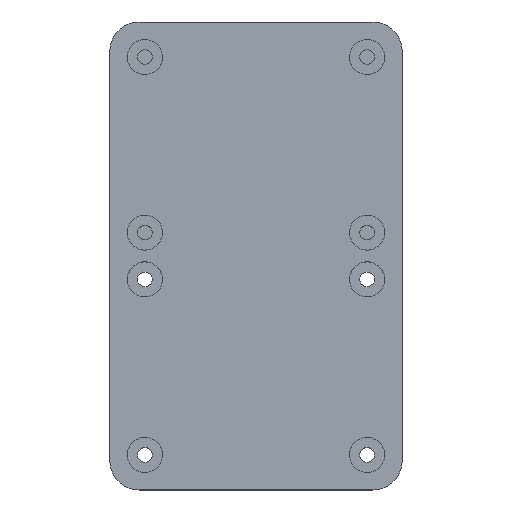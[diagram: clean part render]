
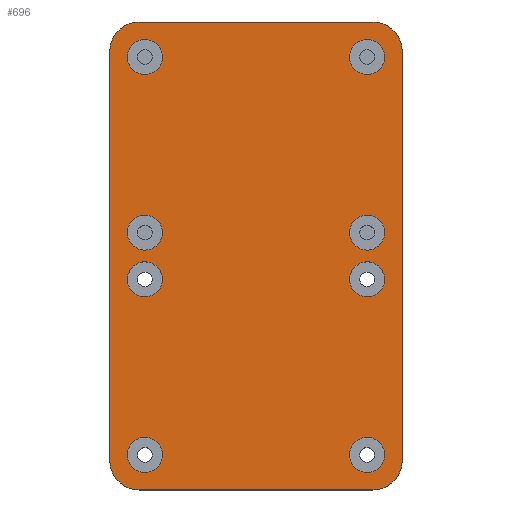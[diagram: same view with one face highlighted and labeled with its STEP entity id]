
A CAD part, top view. The second image highlights one B-rep face of the part: STEP entity #696.
In plain terms, the highlighted planar face has unit normal (0, 0, 1).
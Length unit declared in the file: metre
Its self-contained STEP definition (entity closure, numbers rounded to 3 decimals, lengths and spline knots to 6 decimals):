
#10=LINE('',#1259,#26);
#16=LINE('',#1273,#32);
#18=LINE('',#1277,#34);
#22=LINE('',#1326,#38);
#26=VECTOR('',#1034,1.);
#32=VECTOR('',#1042,1.);
#34=VECTOR('',#1046,1.);
#38=VECTOR('',#1100,1.);
#76=PLANE('',#893);
#158=ORIENTED_EDGE('',*,*,#276,.F.);
#159=ORIENTED_EDGE('',*,*,#274,.F.);
#160=ORIENTED_EDGE('',*,*,#272,.F.);
#161=ORIENTED_EDGE('',*,*,#270,.F.);
#162=ORIENTED_EDGE('',*,*,#268,.F.);
#163=ORIENTED_EDGE('',*,*,#266,.F.);
#164=ORIENTED_EDGE('',*,*,#264,.F.);
#165=ORIENTED_EDGE('',*,*,#262,.F.);
#166=ORIENTED_EDGE('',*,*,#256,.T.);
#167=ORIENTED_EDGE('',*,*,#282,.T.);
#168=ORIENTED_EDGE('',*,*,#258,.T.);
#169=ORIENTED_EDGE('',*,*,#283,.T.);
#170=ORIENTED_EDGE('',*,*,#278,.F.);
#171=ORIENTED_EDGE('',*,*,#284,.T.);
#172=ORIENTED_EDGE('',*,*,#250,.F.);
#173=ORIENTED_EDGE('',*,*,#285,.T.);
#250=EDGE_CURVE('',#322,#323,#10,.T.);
#256=EDGE_CURVE('',#329,#328,#16,.T.);
#258=EDGE_CURVE('',#330,#331,#18,.T.);
#262=EDGE_CURVE('',#334,#334,#386,.T.);
#264=EDGE_CURVE('',#336,#336,#388,.T.);
#266=EDGE_CURVE('',#338,#338,#390,.T.);
#268=EDGE_CURVE('',#340,#340,#392,.T.);
#270=EDGE_CURVE('',#342,#342,#394,.T.);
#272=EDGE_CURVE('',#344,#344,#396,.T.);
#274=EDGE_CURVE('',#346,#346,#398,.T.);
#276=EDGE_CURVE('',#348,#348,#400,.T.);
#278=EDGE_CURVE('',#350,#351,#22,.T.);
#282=EDGE_CURVE('',#328,#330,#402,.T.);
#283=EDGE_CURVE('',#331,#351,#403,.T.);
#284=EDGE_CURVE('',#350,#323,#404,.T.);
#285=EDGE_CURVE('',#322,#329,#405,.T.);
#322=VERTEX_POINT('',#1260);
#323=VERTEX_POINT('',#1261);
#328=VERTEX_POINT('',#1272);
#329=VERTEX_POINT('',#1274);
#330=VERTEX_POINT('',#1278);
#331=VERTEX_POINT('',#1279);
#334=VERTEX_POINT('',#1287);
#336=VERTEX_POINT('',#1292);
#338=VERTEX_POINT('',#1297);
#340=VERTEX_POINT('',#1302);
#342=VERTEX_POINT('',#1307);
#344=VERTEX_POINT('',#1312);
#346=VERTEX_POINT('',#1317);
#348=VERTEX_POINT('',#1322);
#350=VERTEX_POINT('',#1327);
#351=VERTEX_POINT('',#1328);
#386=CIRCLE('',#869,0.003);
#388=CIRCLE('',#872,0.003);
#390=CIRCLE('',#875,0.003);
#392=CIRCLE('',#878,0.003);
#394=CIRCLE('',#881,0.003);
#396=CIRCLE('',#884,0.003);
#398=CIRCLE('',#887,0.003);
#400=CIRCLE('',#890,0.003);
#402=CIRCLE('',#894,0.005);
#403=CIRCLE('',#895,0.005);
#404=CIRCLE('',#896,0.005);
#405=CIRCLE('',#897,0.005);
#482=EDGE_LOOP('',(#158));
#483=EDGE_LOOP('',(#159));
#484=EDGE_LOOP('',(#160));
#485=EDGE_LOOP('',(#161));
#486=EDGE_LOOP('',(#162));
#487=EDGE_LOOP('',(#163));
#488=EDGE_LOOP('',(#164));
#489=EDGE_LOOP('',(#165));
#490=EDGE_LOOP('',(#166,#167,#168,#169,#170,#171,#172,#173));
#588=FACE_BOUND('',#482,.T.);
#589=FACE_BOUND('',#483,.T.);
#590=FACE_BOUND('',#484,.T.);
#591=FACE_BOUND('',#485,.T.);
#592=FACE_BOUND('',#486,.T.);
#593=FACE_BOUND('',#487,.T.);
#594=FACE_BOUND('',#488,.T.);
#595=FACE_BOUND('',#489,.T.);
#596=FACE_BOUND('',#490,.T.);
#696=ADVANCED_FACE('',(#588,#589,#590,#591,#592,#593,#594,#595,#596),#76,
 .T.);
#869=AXIS2_PLACEMENT_3D('',#1286,#1052,#1053);
#872=AXIS2_PLACEMENT_3D('',#1291,#1058,#1059);
#875=AXIS2_PLACEMENT_3D('',#1296,#1064,#1065);
#878=AXIS2_PLACEMENT_3D('',#1301,#1070,#1071);
#881=AXIS2_PLACEMENT_3D('',#1306,#1076,#1077);
#884=AXIS2_PLACEMENT_3D('',#1311,#1082,#1083);
#887=AXIS2_PLACEMENT_3D('',#1316,#1088,#1089);
#890=AXIS2_PLACEMENT_3D('',#1321,#1094,#1095);
#893=AXIS2_PLACEMENT_3D('',#1334,#1104,#1105);
#894=AXIS2_PLACEMENT_3D('',#1335,#1106,#1107);
#895=AXIS2_PLACEMENT_3D('',#1336,#1108,#1109);
#896=AXIS2_PLACEMENT_3D('',#1337,#1110,#1111);
#897=AXIS2_PLACEMENT_3D('',#1338,#1112,#1113);
#1034=DIRECTION('',(1.,0.,0.));
#1042=DIRECTION('',(0.,-1.,0.));
#1046=DIRECTION('',(1.,0.,0.));
#1052=DIRECTION('',(0.,0.,1.));
#1053=DIRECTION('',(1.,0.,0.));
#1058=DIRECTION('',(0.,0.,1.));
#1059=DIRECTION('',(1.,0.,0.));
#1064=DIRECTION('',(0.,0.,1.));
#1065=DIRECTION('',(1.,0.,0.));
#1070=DIRECTION('',(0.,0.,1.));
#1071=DIRECTION('',(1.,0.,0.));
#1076=DIRECTION('',(0.,0.,1.));
#1077=DIRECTION('',(1.,0.,0.));
#1082=DIRECTION('',(0.,0.,1.));
#1083=DIRECTION('',(1.,0.,0.));
#1088=DIRECTION('',(0.,0.,1.));
#1089=DIRECTION('',(1.,0.,0.));
#1094=DIRECTION('',(0.,0.,1.));
#1095=DIRECTION('',(1.,0.,0.));
#1100=DIRECTION('',(0.,-1.,0.));
#1104=DIRECTION('',(0.,0.,1.));
#1105=DIRECTION('',(1.,0.,0.));
#1106=DIRECTION('',(0.,0.,1.));
#1107=DIRECTION('',(1.,0.,0.));
#1108=DIRECTION('',(0.,0.,1.));
#1109=DIRECTION('',(1.,0.,0.));
#1110=DIRECTION('',(0.,0.,1.));
#1111=DIRECTION('',(1.,0.,0.));
#1112=DIRECTION('',(0.,0.,1.));
#1113=DIRECTION('',(1.,0.,0.));
#1259=CARTESIAN_POINT('',(-0.020544,0.033096,0.006));
#1260=CARTESIAN_POINT('',(-0.040544,0.033096,0.006));
#1261=CARTESIAN_POINT('',(-0.000544,0.033096,0.006));
#1272=CARTESIAN_POINT('',(-0.045544,-0.041904,0.006));
#1273=CARTESIAN_POINT('',(-0.045544,-0.006904,0.006));
#1274=CARTESIAN_POINT('',(-0.045544,0.028096,0.006));
#1277=CARTESIAN_POINT('',(-0.020544,-0.046904,0.006));
#1278=CARTESIAN_POINT('',(-0.040544,-0.046904,0.006));
#1279=CARTESIAN_POINT('',(-0.000544,-0.046904,0.006));
#1286=CARTESIAN_POINT('',(-0.039544,0.027096,0.006));
#1287=CARTESIAN_POINT('',(-0.036544,0.027096,0.006));
#1291=CARTESIAN_POINT('',(-0.001544,0.027096,0.006));
#1292=CARTESIAN_POINT('',(0.001456,0.027096,0.006));
#1296=CARTESIAN_POINT('',(-0.039544,-0.002904,0.006));
#1297=CARTESIAN_POINT('',(-0.036544,-0.002904,0.006));
#1301=CARTESIAN_POINT('',(-0.001544,-0.002904,0.006));
#1302=CARTESIAN_POINT('',(0.001456,-0.002904,0.006));
#1306=CARTESIAN_POINT('',(-0.039544,-0.010904,0.006));
#1307=CARTESIAN_POINT('',(-0.036544,-0.010904,0.006));
#1311=CARTESIAN_POINT('',(-0.001544,-0.010904,0.006));
#1312=CARTESIAN_POINT('',(0.001456,-0.010904,0.006));
#1316=CARTESIAN_POINT('',(-0.039544,-0.040904,0.006));
#1317=CARTESIAN_POINT('',(-0.036544,-0.040904,0.006));
#1321=CARTESIAN_POINT('',(-0.001544,-0.040904,0.006));
#1322=CARTESIAN_POINT('',(0.001456,-0.040904,0.006));
#1326=CARTESIAN_POINT('',(0.004456,-0.006904,0.006));
#1327=CARTESIAN_POINT('',(0.004456,0.028096,0.006));
#1328=CARTESIAN_POINT('',(0.004456,-0.041904,0.006));
#1334=CARTESIAN_POINT('',(-0.020544,-0.006904,0.006));
#1335=CARTESIAN_POINT('',(-0.040544,-0.041904,0.006));
#1336=CARTESIAN_POINT('',(-0.000544,-0.041904,0.006));
#1337=CARTESIAN_POINT('',(-0.000544,0.028096,0.006));
#1338=CARTESIAN_POINT('',(-0.040544,0.028096,0.006));
